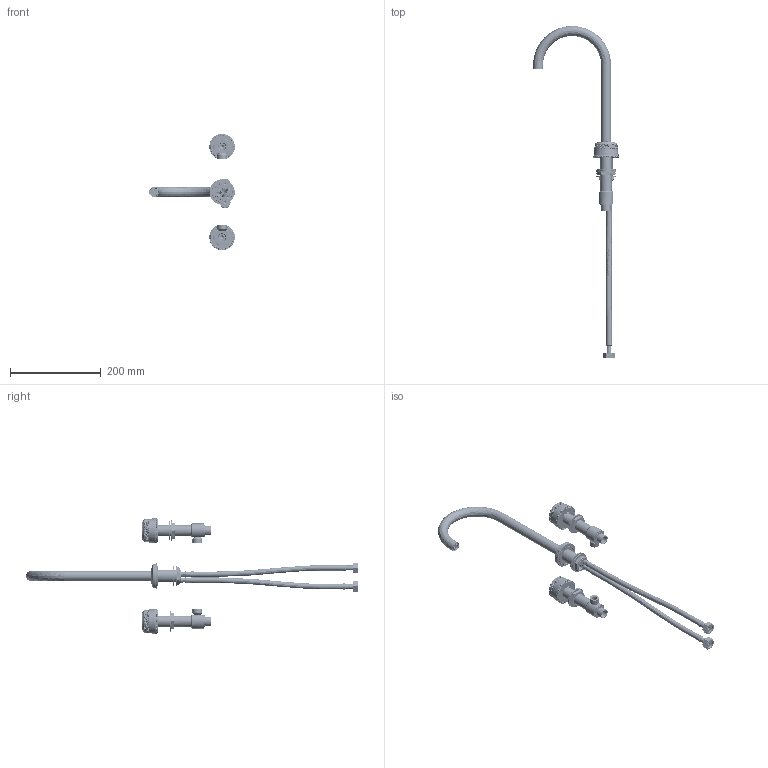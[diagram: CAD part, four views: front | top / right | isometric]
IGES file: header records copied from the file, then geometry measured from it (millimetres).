
Global section: file name: T11KA16-R; native system: Autodesk Inventor 2024; preprocessor: unknown; author: kwhieldon; date: 20240327.152335; units: millimetre
Bounding box: 189.21 x 732.2 x 256.42 mm (x, y, z)
Volume: 448711.5 mm3; surface area: 226710.3 mm2
Topology: 34 solids, 34 shells, 29489 faces, 62877 edges, 33607 vertices
Faces by surface type: bspline 29489
